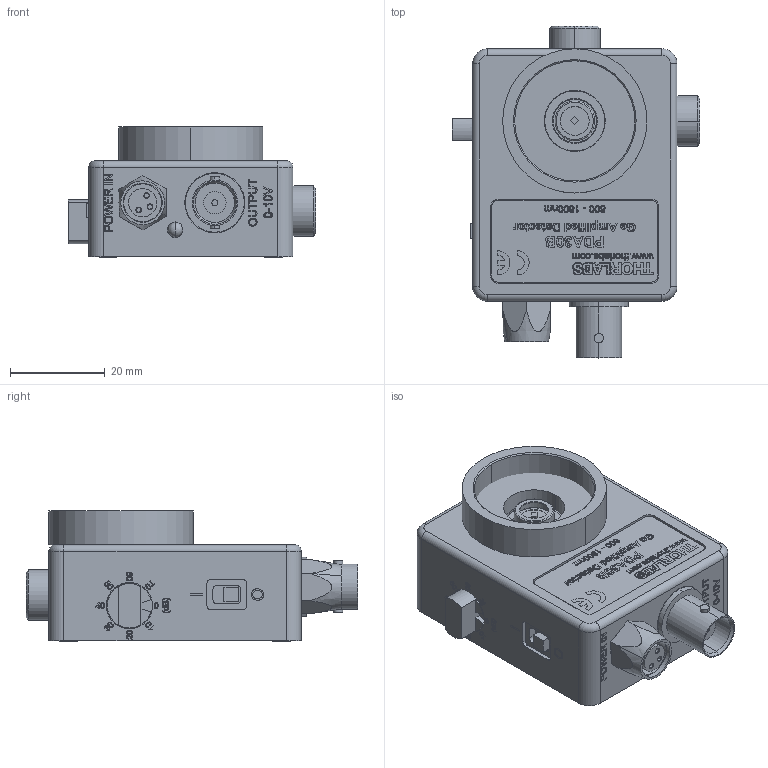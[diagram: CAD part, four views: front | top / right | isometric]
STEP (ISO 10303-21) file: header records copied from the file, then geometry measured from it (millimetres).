
FILE_DESCRIPTION (( 'STEP AP214' ), '1' );
FILE_NAME ('23155-E0W.STEP', '2012-06-08T19:11:43', ( 'Admin' ), ( '' ), 'SwSTEP 2.0', 'SolidWorks 2011', '' );
FILE_SCHEMA (( 'AUTOMOTIVE_DESIGN' ));
Length unit declared in the file: inch
Products named in the file (19): 23155-002_PDA30B-LB1; 13053-001_Etching; Board; pcb; SH2S019-1_HX-SHCS 0.086-56x0.188x0.188-N; GH7257-ND_button; 13054-009; BNC_PMt; PFH2S025-1_CR-FHMS 0.086-56x0.25x0.25-N; BNC Nut; RKMF3; FDS100_FDS100 Short Pins; T1 LED_Green Short Leads; SM1T1; FDG03; 13054-007; switch_Off; LM1XY-10_English; 23155-E0W
Assembly tree (24 placements, depth 2):
  23155-E0W
    13054-007
    T1 LED_Green Short Leads
    Board
    SM1T1
    GH7257-ND_button
    PFH2S025-1_CR-FHMS 0.086-56x0.25x0.25-N  x4
    SH2S019-1_HX-SHCS 0.086-56x0.188x0.188-N  x3
    switch_Off
    BNC_PMt
    LM1XY-10_English  x2
    RKMF3
    13053-001_Etching
    FDS100_FDS100 Short Pins
    23155-002_PDA30B-LB1
    BNC Nut
    pcb
    13054-009
    FDG03
Bounding box: 52.32 x 70.13 x 27.47 mm (x, y, z)
Volume: 25739 mm3; surface area: 31973.3 mm2
Topology: 25 solids, 26 shells, 2305 faces, 5888 edges, 3851 vertices
Faces by surface type: plane 1153, bspline 662, cylinder 378, cone 82, torus 28, sphere 2
Entity records: 121230 total; most frequent: CARTESIAN_POINT 48992, ORIENTED_EDGE 11176, DIRECTION 8126, EDGE_CURVE 5588, VERTEX_POINT 3689, VECTOR 3434, LINE 3434, EDGE_LOOP 2501
